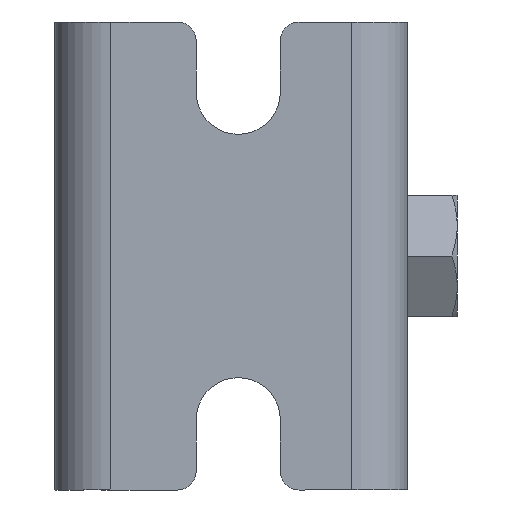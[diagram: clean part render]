
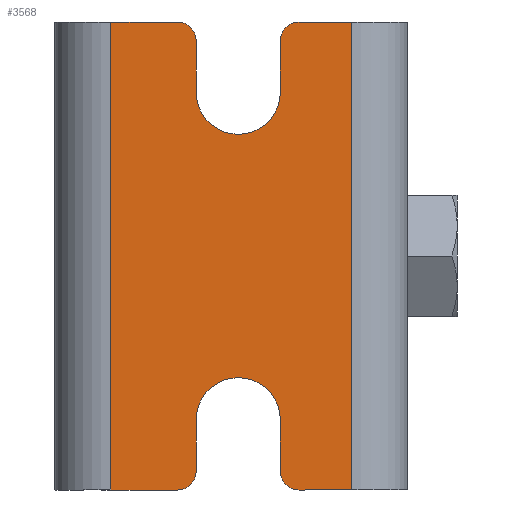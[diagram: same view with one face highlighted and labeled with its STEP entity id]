
A CAD part, front view. The second image highlights one B-rep face of the part: STEP entity #3568.
In plain terms, the highlighted face is planar.
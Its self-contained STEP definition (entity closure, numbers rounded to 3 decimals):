
#312=FACE_OUTER_BOUND('',#542,.T.);
#542=EDGE_LOOP('',(#2653,#2654,#2655,#2656,#2657,#2658,#2659,#2660,#2661,
#2662,#2663,#2664,#2665,#2666,#2667,#2668));
#748=LINE('',#5517,#1029);
#819=LINE('',#5725,#1100);
#825=LINE('',#5740,#1106);
#829=LINE('',#5749,#1110);
#831=LINE('',#5755,#1112);
#838=LINE('',#5779,#1119);
#841=LINE('',#5793,#1122);
#847=LINE('',#5803,#1128);
#848=LINE('',#5810,#1129);
#849=LINE('',#5814,#1130);
#1029=VECTOR('',#4351,10.);
#1100=VECTOR('',#4562,10.);
#1106=VECTOR('',#4576,10.);
#1110=VECTOR('',#4582,10.);
#1112=VECTOR('',#4586,10.);
#1119=VECTOR('',#4613,10.);
#1122=VECTOR('',#4630,10.);
#1128=VECTOR('',#4640,10.);
#1129=VECTOR('',#4653,10.);
#1130=VECTOR('',#4660,10.);
#1343=CIRCLE('',#3967,4.5);
#1345=CIRCLE('',#3973,4.5);
#1346=CIRCLE('',#3975,2.);
#1349=CIRCLE('',#3979,2.);
#1350=CIRCLE('',#3982,2.);
#1353=CIRCLE('',#3986,2.);
#1507=VERTEX_POINT('',#5499);
#1512=VERTEX_POINT('',#5509);
#1579=VERTEX_POINT('',#5721);
#1581=VERTEX_POINT('',#5724);
#1584=VERTEX_POINT('',#5732);
#1586=VERTEX_POINT('',#5737);
#1588=VERTEX_POINT('',#5743);
#1590=VERTEX_POINT('',#5747);
#1591=VERTEX_POINT('',#5751);
#1593=VERTEX_POINT('',#5754);
#1595=VERTEX_POINT('',#5763);
#1598=VERTEX_POINT('',#5771);
#1600=VERTEX_POINT('',#5777);
#1602=VERTEX_POINT('',#5786);
#1604=VERTEX_POINT('',#5791);
#1606=VERTEX_POINT('',#5801);
#1847=EDGE_CURVE('',#1507,#1512,#748,.T.);
#1950=EDGE_CURVE('',#1581,#1579,#819,.T.);
#1954=EDGE_CURVE('',#1584,#1581,#1343,.T.);
#1958=EDGE_CURVE('',#1586,#1584,#825,.T.);
#1962=EDGE_CURVE('',#1588,#1590,#829,.T.);
#1964=EDGE_CURVE('',#1593,#1591,#831,.T.);
#1968=EDGE_CURVE('',#1590,#1593,#1345,.T.);
#1969=EDGE_CURVE('',#1588,#1595,#1346,.T.);
#1974=EDGE_CURVE('',#1598,#1591,#1349,.T.);
#1977=EDGE_CURVE('',#1512,#1600,#838,.T.);
#1978=EDGE_CURVE('',#1586,#1600,#1350,.T.);
#1982=EDGE_CURVE('',#1602,#1579,#1353,.T.);
#1984=EDGE_CURVE('',#1602,#1604,#841,.T.);
#1990=EDGE_CURVE('',#1606,#1595,#847,.T.);
#1995=EDGE_CURVE('',#1604,#1606,#848,.T.);
#1996=EDGE_CURVE('',#1598,#1507,#849,.T.);
#2653=ORIENTED_EDGE('',*,*,#1847,.T.);
#2654=ORIENTED_EDGE('',*,*,#1977,.T.);
#2655=ORIENTED_EDGE('',*,*,#1978,.F.);
#2656=ORIENTED_EDGE('',*,*,#1958,.T.);
#2657=ORIENTED_EDGE('',*,*,#1954,.T.);
#2658=ORIENTED_EDGE('',*,*,#1950,.T.);
#2659=ORIENTED_EDGE('',*,*,#1982,.F.);
#2660=ORIENTED_EDGE('',*,*,#1984,.T.);
#2661=ORIENTED_EDGE('',*,*,#1995,.T.);
#2662=ORIENTED_EDGE('',*,*,#1990,.T.);
#2663=ORIENTED_EDGE('',*,*,#1969,.F.);
#2664=ORIENTED_EDGE('',*,*,#1962,.T.);
#2665=ORIENTED_EDGE('',*,*,#1968,.T.);
#2666=ORIENTED_EDGE('',*,*,#1964,.T.);
#2667=ORIENTED_EDGE('',*,*,#1974,.F.);
#2668=ORIENTED_EDGE('',*,*,#1996,.T.);
#3425=PLANE('',#3998);
#3568=ADVANCED_FACE('',(#312),#3425,.F.);
#3967=AXIS2_PLACEMENT_3D('',#5733,#4569,#4570);
#3973=AXIS2_PLACEMENT_3D('',#5761,#4593,#4594);
#3975=AXIS2_PLACEMENT_3D('',#5764,#4597,#4598);
#3979=AXIS2_PLACEMENT_3D('',#5773,#4607,#4608);
#3982=AXIS2_PLACEMENT_3D('',#5781,#4616,#4617);
#3986=AXIS2_PLACEMENT_3D('',#5788,#4625,#4626);
#3998=AXIS2_PLACEMENT_3D('',#5813,#4658,#4659);
#4351=DIRECTION('',(-1.,0.,0.));
#4562=DIRECTION('',(-1.,0.,0.));
#4569=DIRECTION('center_axis',(0.,-1.,0.));
#4570=DIRECTION('ref_axis',(0.,0.,
1.));
#4576=DIRECTION('',(1.,0.,0.));
#4582=DIRECTION('',(-1.,0.,0.));
#4586=DIRECTION('',(1.,0.,0.));
#4593=DIRECTION('center_axis',(0.,-1.,0.));
#4594=DIRECTION('ref_axis',(0.,0.,
1.));
#4597=DIRECTION('center_axis',(0.,-1.,0.));
#4598=DIRECTION('ref_axis',(0.707,0.,-0.707));
#4607=DIRECTION('center_axis',(0.,-1.,0.));
#4608=DIRECTION('ref_axis',(0.707,0.,0.707));
#4613=DIRECTION('',(0.,0.,1.));
#4616=DIRECTION('center_axis',(0.,-1.,0.));
#4617=DIRECTION('ref_axis',(-0.707,0.,0.707));
#4625=DIRECTION('center_axis',(0.,-1.,0.));
#4626=DIRECTION('ref_axis',(-0.707,0.,-0.707));
#4630=DIRECTION('',(0.,0.,1.));
#4640=DIRECTION('',(0.,0.,-1.));
#4653=DIRECTION('',(1.,0.,0.));
#4658=DIRECTION('center_axis',(0.,-1.,0.));
#4659=DIRECTION('ref_axis',(1.,0.,0.));
#4660=DIRECTION('',(0.,0.,-1.));
#5499=CARTESIAN_POINT('',(25.,33.607,6.));
#5509=CARTESIAN_POINT('',(-25.,33.607,6.));
#5517=CARTESIAN_POINT('',(12.5,33.607,6.));
#5721=CARTESIAN_POINT('',(-23.,33.607,24.107));
#5724=CARTESIAN_POINT('',(-17.5,33.607,24.107));
#5725=CARTESIAN_POINT('',(-16.25,33.607,24.107));
#5732=CARTESIAN_POINT('',(-17.5,33.607,15.107));
#5733=CARTESIAN_POINT('Origin',(-17.5,33.607,19.607));
#5737=CARTESIAN_POINT('',(-23.,33.607,15.107));
#5740=CARTESIAN_POINT('',(-8.75,33.607,15.107));
#5743=CARTESIAN_POINT('',(23.,33.607,24.107));
#5747=CARTESIAN_POINT('',(17.5,33.607,24.107));
#5749=CARTESIAN_POINT('',(8.75,33.607,24.107));
#5751=CARTESIAN_POINT('',(23.,33.607,15.107));
#5754=CARTESIAN_POINT('',(17.5,33.607,15.107));
#5755=CARTESIAN_POINT('',(16.25,33.607,15.107));
#5761=CARTESIAN_POINT('Origin',(17.5,33.607,19.607));
#5763=CARTESIAN_POINT('',(25.,33.607,26.107));
#5764=CARTESIAN_POINT('Origin',(23.,33.607,26.107));
#5771=CARTESIAN_POINT('',(25.,33.607,13.107));
#5773=CARTESIAN_POINT('Origin',(23.,33.607,13.107));
#5777=CARTESIAN_POINT('',(-25.,33.607,13.107));
#5779=CARTESIAN_POINT('',(-25.,33.607,-26.393));
#5781=CARTESIAN_POINT('Origin',(-23.,33.607,13.107));
#5786=CARTESIAN_POINT('',(-25.,33.607,26.107));
#5788=CARTESIAN_POINT('Origin',(-23.,33.607,26.107));
#5791=CARTESIAN_POINT('',(-25.,33.607,31.714));
#5793=CARTESIAN_POINT('',(-25.,33.607,-26.393));
#5801=CARTESIAN_POINT('',(25.,33.607,31.714));
#5803=CARTESIAN_POINT('',(25.,33.607,44.607));
#5810=CARTESIAN_POINT('',(-12.5,33.607,31.714));
#5813=CARTESIAN_POINT('Origin',(0.,33.607,28.465));
#5814=CARTESIAN_POINT('',(25.,33.607,44.607));
